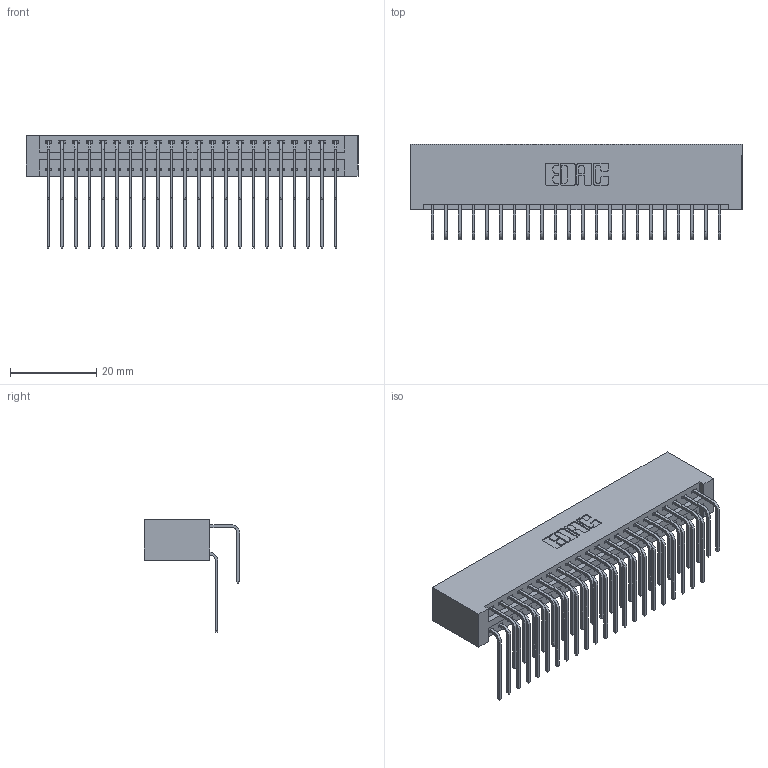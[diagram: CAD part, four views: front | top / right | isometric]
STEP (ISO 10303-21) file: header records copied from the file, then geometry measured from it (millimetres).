
FILE_DESCRIPTION (( 'STEP AP203' ), '1' );
FILE_NAME ('396-044-558-201.STEP', '2018-09-07T05:01:44', ( '' ), ( '' ), 'SwSTEP 2.0', 'SolidWorks 2016', '' );
FILE_SCHEMA (( 'CONFIG_CONTROL_DESIGN' ));
Length unit declared in the file: inch
Products named in the file (4): 396-044-558-201; 346 Part_No Mounting Lugs; 345-292-001_558 559 Tail - 1; 345-292-001_558 Tail - 2
Assembly tree (45 placements, depth 2):
  396-044-558-201
    346 Part_No Mounting Lugs
    345-292-001_558 559 Tail - 1  x22
    345-292-001_558 Tail - 2  x22
Bounding box: 77.09 x 22.16 x 26.16 mm (x, y, z)
Volume: 8188.9 mm3; surface area: 12322.7 mm2
Topology: 45 solids, 45 shells, 2490 faces, 7389 edges, 4866 vertices
Faces by surface type: plane 1700, cylinder 790
Entity records: 18557 total; most frequent: CARTESIAN_POINT 3135, ORIENTED_EDGE 3018, DIRECTION 2781, EDGE_CURVE 1509, VECTOR 1257, LINE 1257, VERTEX_POINT 1002, AXIS2_PLACEMENT_3D 762
